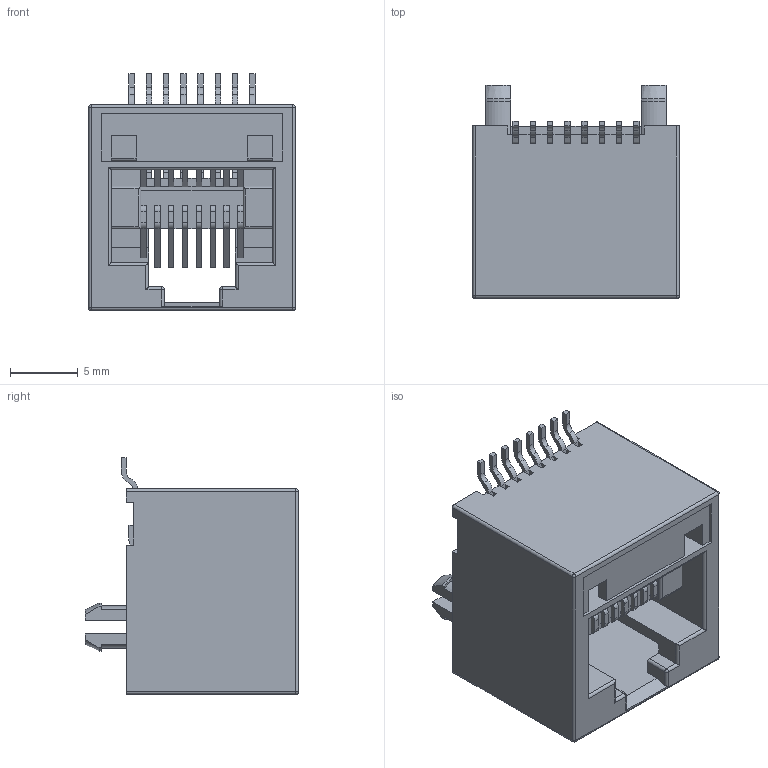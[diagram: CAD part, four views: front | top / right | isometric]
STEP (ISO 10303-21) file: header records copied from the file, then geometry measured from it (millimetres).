
FILE_DESCRIPTION( ( 'Unknown' ), '1' );
FILE_NAME( '634008138121.stp', 'Unknown', ( 'Unknown' ), ( 'Unknown' ), 'XStep 1.0', 'Unknown', ' ' );
FILE_SCHEMA( ( 'automotive_design' ) );
Length unit declared in the file: millimetre
Products named in the file (11): Assem1; Insulator; Insulator_2; Pins
Bounding box: 15.24 x 15.7 x 17.45 mm (x, y, z)
Volume: 2600.3 mm3; surface area: 5914.4 mm2
Topology: 20 solids, 20 shells, 1212 faces, 3404 edges, 2198 vertices
Faces by surface type: plane 762, cylinder 414, sphere 28, cone 8
Full cylindrical faces by diameter (mm): 1 x4
Entity records: 20883 total; most frequent: CARTESIAN_POINT 3424, ORIENTED_EDGE 3370, DIRECTION 3317, EDGE_CURVE 1685, LINE 1271, VECTOR 1271, VERTEX_POINT 1098, AXIS2_PLACEMENT_3D 1023
